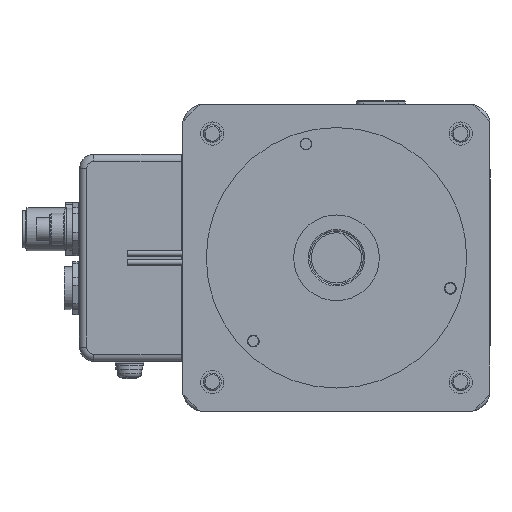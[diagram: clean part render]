
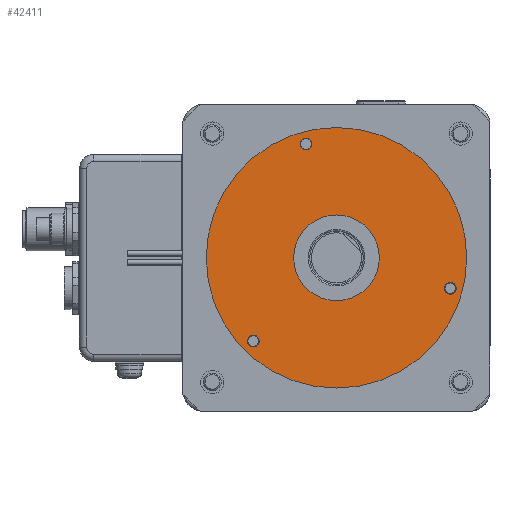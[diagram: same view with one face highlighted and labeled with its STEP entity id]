
A CAD part, left-side view. The second image highlights one B-rep face of the part: STEP entity #42411.
In plain terms, the highlighted face is planar.
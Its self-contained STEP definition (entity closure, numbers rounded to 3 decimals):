
#5949 = EDGE_LOOP ( 'NONE', ( #103208 ) ) ;
#6357 = DIRECTION ( 'NONE',  ( 0., 0., -1. ) ) ;
#6616 = EDGE_CURVE ( 'NONE', #112988, #112988, #32106, .T. ) ;
#9435 = ORIENTED_EDGE ( 'NONE', *, *, #6616, .T. ) ;
#15047 = ORIENTED_EDGE ( 'NONE', *, *, #84754, .T. ) ;
#16177 = CARTESIAN_POINT ( 'NONE',  ( 36.5, 0., 60. ) ) ;
#17188 = AXIS2_PLACEMENT_3D ( 'NONE', #43606, #42473, #133207 ) ;
#19858 = CARTESIAN_POINT ( 'NONE',  ( 0., 0., 60. ) ) ;
#22052 = AXIS2_PLACEMENT_3D ( 'NONE', #49500, #104955, #66489 ) ;
#25335 = EDGE_LOOP ( 'NONE', ( #56594 ) ) ;
#28485 = CIRCLE ( 'NONE', #75214, 1.65 ) ;
#28535 = FACE_BOUND ( 'NONE', #25335, .T. ) ;
#32106 = CIRCLE ( 'NONE', #17188, 36.5 ) ;
#33551 = DIRECTION ( 'NONE',  ( -1., 0., 0. ) ) ;
#38153 = DIRECTION ( 'NONE',  ( -1., 0., 0. ) ) ;
#38813 = EDGE_LOOP ( 'NONE', ( #9435 ) ) ;
#40748 = FACE_OUTER_BOUND ( 'NONE', #38813, .T. ) ;
#42411 = ADVANCED_FACE ( 'NONE', ( #40748, #63145, #105678, #89196, #28535 ), #59004, .T. ) ;
#42473 = DIRECTION ( 'NONE',  ( 0., 0., 1. ) ) ;
#43606 = CARTESIAN_POINT ( 'NONE',  ( 0., 0., 60. ) ) ;
#49089 = VERTEX_POINT ( 'NONE', #158257 ) ;
#49500 = CARTESIAN_POINT ( 'NONE',  ( -31.876, -8.541, 60. ) ) ;
#55076 = EDGE_CURVE ( 'NONE', #110222, #110222, #28485, .T. ) ;
#56594 = ORIENTED_EDGE ( 'NONE', *, *, #91870, .T. ) ;
#58398 = CIRCLE ( 'NONE', #22052, 1.65 ) ;
#59004 = PLANE ( 'NONE',  #80124 ) ;
#63145 = FACE_BOUND ( 'NONE', #129917, .T. ) ;
#66060 = AXIS2_PLACEMENT_3D ( 'NONE', #98162, #6357, #33551 ) ;
#66489 = DIRECTION ( 'NONE',  ( -1., 0., 0. ) ) ;
#75214 = AXIS2_PLACEMENT_3D ( 'NONE', #118126, #78494, #91496 ) ;
#78494 = DIRECTION ( 'NONE',  ( 0., 0., -1. ) ) ;
#80124 = AXIS2_PLACEMENT_3D ( 'NONE', #19858, #123025, #136060 ) ;
#84754 = EDGE_CURVE ( 'NONE', #101963, #101963, #86632, .T. ) ;
#86632 = CIRCLE ( 'NONE', #66060, 1.65 ) ;
#89196 = FACE_BOUND ( 'NONE', #155621, .T. ) ;
#91496 = DIRECTION ( 'NONE',  ( -1., 0., 0. ) ) ;
#91870 = EDGE_CURVE ( 'NONE', #49089, #49089, #58398, .T. ) ;
#92815 = ORIENTED_EDGE ( 'NONE', *, *, #107666, .T. ) ;
#98162 = CARTESIAN_POINT ( 'NONE',  ( 23.335, -23.335, 60. ) ) ;
#101963 = VERTEX_POINT ( 'NONE', #143527 ) ;
#103208 = ORIENTED_EDGE ( 'NONE', *, *, #55076, .T. ) ;
#104955 = DIRECTION ( 'NONE',  ( 0., 0., -1. ) ) ;
#105678 = FACE_BOUND ( 'NONE', #5949, .T. ) ;
#107666 = EDGE_CURVE ( 'NONE', #130155, #130155, #114096, .T. ) ;
#110032 = CARTESIAN_POINT ( 'NONE',  ( -12., 0., 60. ) ) ;
#110222 = VERTEX_POINT ( 'NONE', #114708 ) ;
#112988 = VERTEX_POINT ( 'NONE', #16177 ) ;
#114096 = CIRCLE ( 'NONE', #161817, 12. ) ;
#114708 = CARTESIAN_POINT ( 'NONE',  ( 6.891, 31.876, 60. ) ) ;
#118126 = CARTESIAN_POINT ( 'NONE',  ( 8.541, 31.876, 60. ) ) ;
#123025 = DIRECTION ( 'NONE',  ( 0., 0., 1. ) ) ;
#127700 = CARTESIAN_POINT ( 'NONE',  ( 0., 0., 60. ) ) ;
#129917 = EDGE_LOOP ( 'NONE', ( #92815 ) ) ;
#129963 = DIRECTION ( 'NONE',  ( 0., 0., -1. ) ) ;
#130155 = VERTEX_POINT ( 'NONE', #110032 ) ;
#133207 = DIRECTION ( 'NONE',  ( 1., 0., 0. ) ) ;
#136060 = DIRECTION ( 'NONE',  ( 1., 0., 0. ) ) ;
#143527 = CARTESIAN_POINT ( 'NONE',  ( 21.685, -23.335, 60. ) ) ;
#155621 = EDGE_LOOP ( 'NONE', ( #15047 ) ) ;
#158257 = CARTESIAN_POINT ( 'NONE',  ( -33.526, -8.541, 60. ) ) ;
#161817 = AXIS2_PLACEMENT_3D ( 'NONE', #127700, #129963, #38153 ) ;
